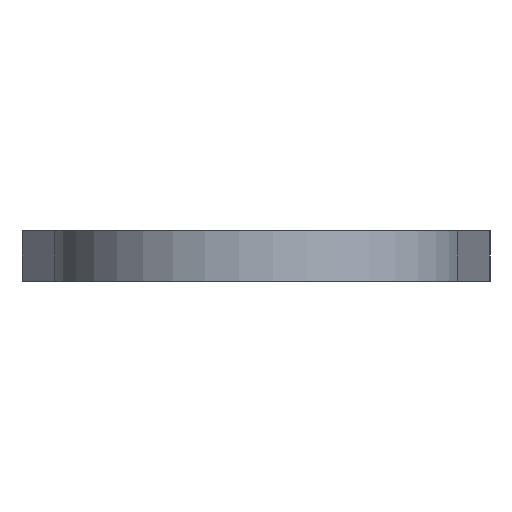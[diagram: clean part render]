
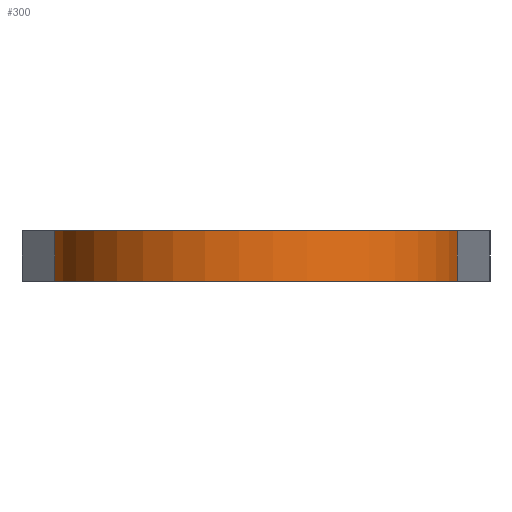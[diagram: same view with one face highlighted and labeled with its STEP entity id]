
A CAD part, left-side view. The second image highlights one B-rep face of the part: STEP entity #300.
In plain terms, the highlighted cylindrical face has radius 60 mm (diameter 120 mm), a partial arc.
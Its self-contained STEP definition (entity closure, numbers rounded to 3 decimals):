
#300=ADVANCED_FACE('', (#310), #320, .T.);
#1900=AXIS2_PLACEMENT_3D('Ax2Pl3d', #1910, #1920, #1930);
#1940=AXIS2_PLACEMENT_3D('Ax2Pl3d', #1950, #1960, #1970);
#1980=AXIS2_PLACEMENT_3D('Ax2Pl3d', #1990, #2000, #2010);
#4800=CARTESIAN_POINT('', (716.769,706.661,0.));
#4810=CARTESIAN_POINT('', (716.769,706.661,15.));
#4820=CARTESIAN_POINT('', (716.769,706.661,15.));
#1910=CARTESIAN_POINT('HicPkt', (725.287,647.269,
15.));
#1950=CARTESIAN_POINT('HicPkt', (725.287,647.269,0.));
#4840=CARTESIAN_POINT('', (716.758,587.879,0.));
#4850=CARTESIAN_POINT('', (716.758,587.879,15.));
#4860=CARTESIAN_POINT('', (716.758,587.879,15.));
#1990=CARTESIAN_POINT('HicPkt', (725.287,647.269,15.));
#5730=CIRCLE('Circle', #1940, 60.);
#5740=CIRCLE('Circle', #1980, 60.);
#320=CYLINDRICAL_SURFACE('Zyl', #1900, 60.);
#10010=DIRECTION('', (0.,0.,1.));
#1920=DIRECTION('Axis', (0.,0.,-1.));
#1930=DIRECTION('RefDirection', (-1.,-0.,0.));
#1960=DIRECTION('Axis', (0.,0.,1.));
#1970=DIRECTION('RefDirection', (1.,0.,-0.));
#10030=DIRECTION('', (0.,0.,1.));
#2000=DIRECTION('Axis', (0.,0.,-1.));
#2010=DIRECTION('RefDirection', (-1.,-0.,0.));
#11370=EDGE_CURVE('', #11350, #11380, #11390, .T.);
#11420=EDGE_CURVE('', #11350, #11430, #5730, .T.);
#11440=EDGE_CURVE('', #11430, #11450, #11460, .T.);
#11470=EDGE_CURVE('', #11450, #11380, #5740, .T.);
#13680=EDGE_LOOP('Edge_loop', (#13690,#13700,#13710,#13720));
#310=FACE_OUTER_BOUND('Face_outer_bound', #13680, .T.);
#11390=LINE('Line', #4810, #16650);
#11460=LINE('Line', #4850, #16670);
#13690=ORIENTED_EDGE('', *, *, #11370, .F.);
#13700=ORIENTED_EDGE('', *, *, #11420, .T.);
#13710=ORIENTED_EDGE('', *, *, #11440, .T.);
#13720=ORIENTED_EDGE('', *, *, #11470, .T.);
#16650=VECTOR('', #10010, 15.);
#16670=VECTOR('', #10030, 15.);
#11350=VERTEX_POINT('', #4800);
#11380=VERTEX_POINT('', #4820);
#11430=VERTEX_POINT('', #4840);
#11450=VERTEX_POINT('', #4860);
